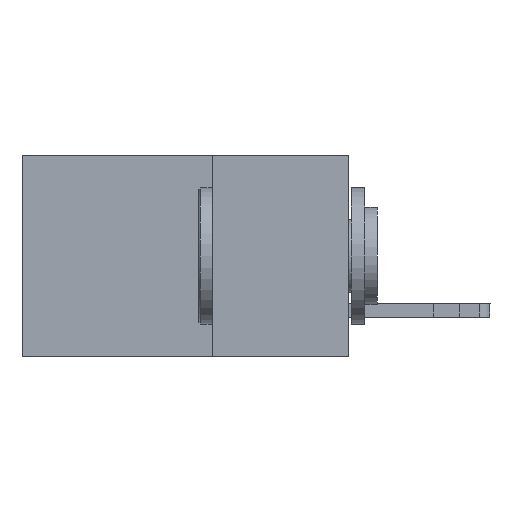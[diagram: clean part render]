
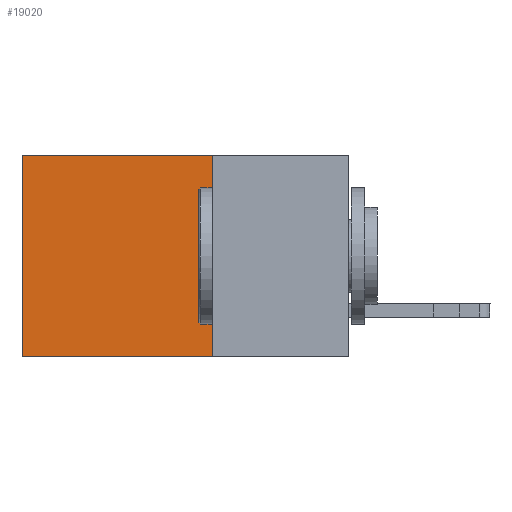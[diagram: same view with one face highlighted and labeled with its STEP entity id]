
A CAD part, left-side view. The second image highlights one B-rep face of the part: STEP entity #19020.
In plain terms, the highlighted planar face has unit normal (-1, 0, 0).
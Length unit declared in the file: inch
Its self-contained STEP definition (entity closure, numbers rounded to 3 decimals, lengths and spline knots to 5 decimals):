
#207 = DIRECTION ( 'NONE',  ( 1., 0., 0. ) ) ;
#1239 = CARTESIAN_POINT ( 'NONE',  ( 0.298, 0.6, 0. ) ) ;
#2131 = VECTOR ( 'NONE', #7481, 39.37008 ) ;
#2360 = ORIENTED_EDGE ( 'NONE', *, *, #17940, .T. ) ;
#3262 = CARTESIAN_POINT ( 'NONE',  ( 0.298, 0.6, 0. ) ) ;
#3466 = CARTESIAN_POINT ( 'NONE',  ( 0.298, 0.25, 0. ) ) ;
#4817 = CARTESIAN_POINT ( 'NONE',  ( 0.298, 0.6, -0.37 ) ) ;
#5164 = DIRECTION ( 'NONE',  ( 0., 0., -1. ) ) ;
#5417 = CARTESIAN_POINT ( 'NONE',  ( 0.298, 0.25, 0. ) ) ;
#6051 = EDGE_CURVE ( 'NONE', #20990, #19319, #15408, .T. ) ;
#7027 = CARTESIAN_POINT ( 'NONE',  ( 0.298, 0.25, 0. ) ) ;
#7180 = VECTOR ( 'NONE', #17271, 39.37008 ) ;
#7445 = LINE ( 'NONE', #3262, #20986 ) ;
#7481 = DIRECTION ( 'NONE',  ( 0., 1., 0. ) ) ;
#7523 = ORIENTED_EDGE ( 'NONE', *, *, #11680, .F. ) ;
#8202 = LINE ( 'NONE', #12505, #2131 ) ;
#11465 = EDGE_LOOP ( 'NONE', ( #2360, #21014, #7523, #17579 ) ) ;
#11680 = EDGE_CURVE ( 'NONE', #20990, #21078, #14342, .T. ) ;
#12388 = AXIS2_PLACEMENT_3D ( 'NONE', #7027, #207, #13756 ) ;
#12468 = VECTOR ( 'NONE', #5164, 39.37008 ) ;
#12505 = CARTESIAN_POINT ( 'NONE',  ( 0.298, 0.25, -0.37 ) ) ;
#13756 = DIRECTION ( 'NONE',  ( 0., 0., -1. ) ) ;
#14342 = LINE ( 'NONE', #3466, #12468 ) ;
#14792 = VERTEX_POINT ( 'NONE', #4817 ) ;
#15107 = DIRECTION ( 'NONE',  ( 0., 0., -1. ) ) ;
#15408 = LINE ( 'NONE', #5417, #7180 ) ;
#17166 = PLANE ( 'NONE',  #12388 ) ;
#17271 = DIRECTION ( 'NONE',  ( 0., 1., 0. ) ) ;
#17579 = ORIENTED_EDGE ( 'NONE', *, *, #6051, .T. ) ;
#17940 = EDGE_CURVE ( 'NONE', #19319, #14792, #7445, .T. ) ;
#18272 = FACE_OUTER_BOUND ( 'NONE', #11465, .T. ) ;
#18351 = CARTESIAN_POINT ( 'NONE',  ( 0.298, 0.25, 0. ) ) ;
#18514 = EDGE_CURVE ( 'NONE', #21078, #14792, #8202, .T. ) ;
#19020 = ADVANCED_FACE ( 'NONE', ( #18272 ), #17166, .F. ) ;
#19319 = VERTEX_POINT ( 'NONE', #1239 ) ;
#20986 = VECTOR ( 'NONE', #15107, 39.37008 ) ;
#20990 = VERTEX_POINT ( 'NONE', #18351 ) ;
#21014 = ORIENTED_EDGE ( 'NONE', *, *, #18514, .F. ) ;
#21078 = VERTEX_POINT ( 'NONE', #21703 ) ;
#21703 = CARTESIAN_POINT ( 'NONE',  ( 0.298, 0.25, -0.37 ) ) ;
